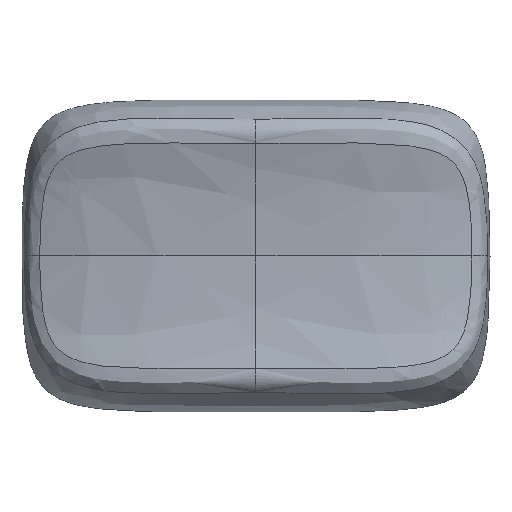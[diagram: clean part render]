
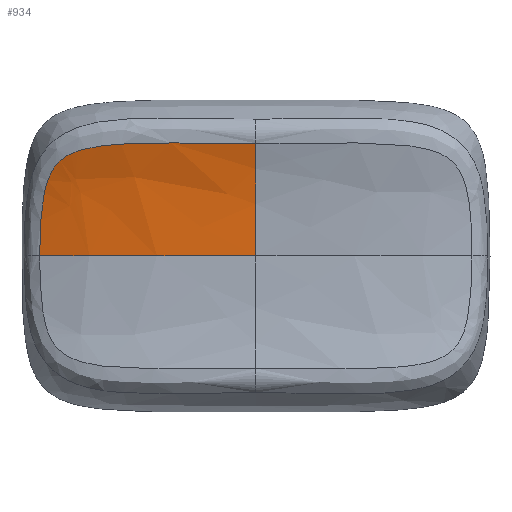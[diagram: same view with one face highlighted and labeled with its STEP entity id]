
A CAD part, top view. The second image highlights one B-rep face of the part: STEP entity #934.
In plain terms, the highlighted free-form (B-spline) face has degree [3, 3] with [5, 6] control points.
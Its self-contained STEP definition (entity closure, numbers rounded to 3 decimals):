
#16=(
BOUNDED_CURVE()
B_SPLINE_CURVE(5,(#5411,#5412,#5413,#5414,#5415,#5416,#5417,#5418,#5419,
#5420),.UNSPECIFIED.,.F.,.F.)
B_SPLINE_CURVE_WITH_KNOTS((6,1,1,1,1,6),(0.176,0.2,0.4,0.6,
0.8,1.),.UNSPECIFIED.)
CURVE()
GEOMETRIC_REPRESENTATION_ITEM()
RATIONAL_B_SPLINE_CURVE((1.,1.,1.,1.,1.,1.,1.,1.,1.,1.))
REPRESENTATION_ITEM('')
);
#28=B_SPLINE_SURFACE_WITH_KNOTS('',3,3,((#6324,#6325,#6326,#6327,#6328,
#6329),(#6330,#6331,#6332,#6333,#6334,#6335),(#6336,#6337,#6338,#6339,#6340,
#6341),(#6342,#6343,#6344,#6345,#6346,#6347),(#6348,#6349,#6350,#6351,#6352,
#6353)),.UNSPECIFIED.,.F.,.F.,.F.,(4,1,4),(4,1,1,4),(0.169,
0.525,1.),(0.,0.348,0.58,0.812),
 .UNSPECIFIED.);
#53=B_SPLINE_CURVE_WITH_KNOTS('',3,(#4762,#4763,#4764,#4765,#4766,#4767,
#4768,#4769,#4770,#4771,#4772,#4773,#4774,#4775,#4776,#4777,#4778,#4779,
#4780,#4781,#4782,#4783,#4784,#4785,#4786,#4787,#4788,#4789,#4790,#4791,
#4792,#4793,#4794,#4795,#4796,#4797,#4798,#4799,#4800,#4801,#4802,#4803,
#4804),.UNSPECIFIED.,.F.,.F.,(4,3,3,3,3,3,3,3,3,3,3,3,3,3,4),(0.,0.251,
0.377,0.44,0.503,0.629,0.676,
0.754,0.817,0.88,1.006,
1.257,1.268,1.368,1.738),
 .UNSPECIFIED.);
#73=B_SPLINE_CURVE_WITH_KNOTS('',3,(#6354,#6355,#6356,#6357,#6358,#6359),
 .UNSPECIFIED.,.F.,.F.,(4,1,1,4),(0.,0.348,0.58,
0.812),.UNSPECIFIED.);
#149=FACE_OUTER_BOUND('',#204,.T.);
#204=EDGE_LOOP('',(#861,#862,#863));
#426=VERTEX_POINT('',#4503);
#432=VERTEX_POINT('',#4760);
#444=VERTEX_POINT('',#5364);
#563=EDGE_CURVE('',#432,#426,#53,.T.);
#581=EDGE_CURVE('',#426,#444,#16,.T.);
#586=EDGE_CURVE('',#444,#432,#73,.T.);
#861=ORIENTED_EDGE('',*,*,#563,.F.);
#862=ORIENTED_EDGE('',*,*,#586,.F.);
#863=ORIENTED_EDGE('',*,*,#581,.F.);
#934=ADVANCED_FACE('',(#149),#28,.F.);
#4503=CARTESIAN_POINT('',(0.,6.484,5.536));
#4760=CARTESIAN_POINT('',(-12.455,0.,3.683));
#4762=CARTESIAN_POINT('Ctrl Pts',(-12.455,0.,
3.683));
#4763=CARTESIAN_POINT('Ctrl Pts',(-12.455,0.821,3.683));
#4764=CARTESIAN_POINT('Ctrl Pts',(-12.433,1.637,3.706));
#4765=CARTESIAN_POINT('Ctrl Pts',(-12.361,2.437,3.776));
#4766=CARTESIAN_POINT('Ctrl Pts',(-12.324,2.837,3.812));
#4767=CARTESIAN_POINT('Ctrl Pts',(-12.275,3.233,3.859));
#4768=CARTESIAN_POINT('Ctrl Pts',(-12.196,3.617,3.923));
#4769=CARTESIAN_POINT('Ctrl Pts',(-12.156,3.809,3.955));
#4770=CARTESIAN_POINT('Ctrl Pts',(-12.109,3.998,3.992));
#4771=CARTESIAN_POINT('Ctrl Pts',(-12.051,4.184,4.033));
#4772=CARTESIAN_POINT('Ctrl Pts',(-11.994,4.369,4.074));
#4773=CARTESIAN_POINT('Ctrl Pts',(-11.925,4.551,4.12));
#4774=CARTESIAN_POINT('Ctrl Pts',(-11.839,4.724,4.172));
#4775=CARTESIAN_POINT('Ctrl Pts',(-11.667,5.072,4.275));
#4776=CARTESIAN_POINT('Ctrl Pts',(-11.425,5.388,4.4));
#4777=CARTESIAN_POINT('Ctrl Pts',(-11.099,5.627,4.523));
#4778=CARTESIAN_POINT('Ctrl Pts',(-10.976,5.716,4.569));
#4779=CARTESIAN_POINT('Ctrl Pts',(-10.842,5.795,4.615));
#4780=CARTESIAN_POINT('Ctrl Pts',(-10.703,5.863,4.659));
#4781=CARTESIAN_POINT('Ctrl Pts',(-10.471,5.977,4.731));
#4782=CARTESIAN_POINT('Ctrl Pts',(-10.223,6.063,4.797));
#4783=CARTESIAN_POINT('Ctrl Pts',(-9.969,6.132,4.857));
#4784=CARTESIAN_POINT('Ctrl Pts',(-9.765,6.187,4.905));
#4785=CARTESIAN_POINT('Ctrl Pts',(-9.557,6.231,4.948));
#4786=CARTESIAN_POINT('Ctrl Pts',(-9.346,6.268,4.988));
#4787=CARTESIAN_POINT('Ctrl Pts',(-9.135,6.305,5.028));
#4788=CARTESIAN_POINT('Ctrl Pts',(-8.921,6.335,5.065));
#4789=CARTESIAN_POINT('Ctrl Pts',(-8.708,6.36,5.098));
#4790=CARTESIAN_POINT('Ctrl Pts',(-8.28,6.41,5.164));
#4791=CARTESIAN_POINT('Ctrl Pts',(-7.854,6.441,5.218));
#4792=CARTESIAN_POINT('Ctrl Pts',(-7.427,6.463,5.263));
#4793=CARTESIAN_POINT('Ctrl Pts',(-6.573,6.506,5.353));
#4794=CARTESIAN_POINT('Ctrl Pts',(-5.717,6.515,5.409));
#4795=CARTESIAN_POINT('Ctrl Pts',(-4.866,6.507,5.446));
#4796=CARTESIAN_POINT('Ctrl Pts',(-4.828,6.506,5.448));
#4797=CARTESIAN_POINT('Ctrl Pts',(-4.791,6.506,5.449));
#4798=CARTESIAN_POINT('Ctrl Pts',(-4.754,6.506,5.451));
#4799=CARTESIAN_POINT('Ctrl Pts',(-4.418,6.502,5.465));
#4800=CARTESIAN_POINT('Ctrl Pts',(-4.082,6.499,5.476));
#4801=CARTESIAN_POINT('Ctrl Pts',(-3.747,6.497,5.486));
#4802=CARTESIAN_POINT('Ctrl Pts',(-2.498,6.487,5.523));
#4803=CARTESIAN_POINT('Ctrl Pts',(-1.243,6.484,5.536));
#4804=CARTESIAN_POINT('Ctrl Pts',(0.,6.484,
5.536));
#5364=CARTESIAN_POINT('',(0.,0.,4.8));
#5411=CARTESIAN_POINT('Ctrl Pts',(0.,6.484,
5.536));
#5412=CARTESIAN_POINT('Ctrl Pts',(0.,6.462,
5.529));
#5413=CARTESIAN_POINT('Ctrl Pts',(0.,6.25,
5.465));
#5414=CARTESIAN_POINT('Ctrl Pts',(0.,5.83,
5.347));
#5415=CARTESIAN_POINT('Ctrl Pts',(0.,5.151,
5.184));
#5416=CARTESIAN_POINT('Ctrl Pts',(0.,4.1,
4.995));
#5417=CARTESIAN_POINT('Ctrl Pts',(0.,2.767,
4.864));
#5418=CARTESIAN_POINT('Ctrl Pts',(0.,1.503,4.812));
#5419=CARTESIAN_POINT('Ctrl Pts',(0.,0.524,
4.8));
#5420=CARTESIAN_POINT('Ctrl Pts',(0.,0.,
4.8));
#6324=CARTESIAN_POINT('Ctrl Pts',(0.,6.517,
5.547));
#6325=CARTESIAN_POINT('Ctrl Pts',(-2.944,6.517,5.547));
#6326=CARTESIAN_POINT('Ctrl Pts',(-6.705,6.517,5.406));
#6327=CARTESIAN_POINT('Ctrl Pts',(-10.29,6.517,4.961));
#6328=CARTESIAN_POINT('Ctrl Pts',(-11.912,6.517,4.608));
#6329=CARTESIAN_POINT('Ctrl Pts',(-12.654,6.517,4.403));
#6330=CARTESIAN_POINT('Ctrl Pts',(0.,5.964,
5.375));
#6331=CARTESIAN_POINT('Ctrl Pts',(-2.941,5.964,5.375));
#6332=CARTESIAN_POINT('Ctrl Pts',(-6.694,5.964,5.235));
#6333=CARTESIAN_POINT('Ctrl Pts',(-10.262,5.964,4.791));
#6334=CARTESIAN_POINT('Ctrl Pts',(-11.873,5.964,4.441));
#6335=CARTESIAN_POINT('Ctrl Pts',(-12.608,5.964,4.237));
#6336=CARTESIAN_POINT('Ctrl Pts',(0.,4.503,
5.005));
#6337=CARTESIAN_POINT('Ctrl Pts',(-2.934,4.503,5.005));
#6338=CARTESIAN_POINT('Ctrl Pts',(-6.67,4.503,4.864));
#6339=CARTESIAN_POINT('Ctrl Pts',(-10.203,4.503,4.425));
#6340=CARTESIAN_POINT('Ctrl Pts',(-11.789,4.503,4.079));
#6341=CARTESIAN_POINT('Ctrl Pts',(-12.509,4.503,3.88));
#6342=CARTESIAN_POINT('Ctrl Pts',(0.,2.072,
4.8));
#6343=CARTESIAN_POINT('Ctrl Pts',(-2.93,2.072,4.8));
#6344=CARTESIAN_POINT('Ctrl Pts',(-6.657,2.072,4.66));
#6345=CARTESIAN_POINT('Ctrl Pts',(-10.17,2.072,4.223));
#6346=CARTESIAN_POINT('Ctrl Pts',(-11.742,2.072,3.88));
#6347=CARTESIAN_POINT('Ctrl Pts',(-12.455,2.072,3.683));
#6348=CARTESIAN_POINT('Ctrl Pts',(0.,0.,
4.8));
#6349=CARTESIAN_POINT('Ctrl Pts',(-2.931,0.,
4.8));
#6350=CARTESIAN_POINT('Ctrl Pts',(-6.657,0.,
4.66));
#6351=CARTESIAN_POINT('Ctrl Pts',(-10.17,0.,
4.223));
#6352=CARTESIAN_POINT('Ctrl Pts',(-11.742,0.,
3.88));
#6353=CARTESIAN_POINT('Ctrl Pts',(-12.455,0.,
3.683));
#6354=CARTESIAN_POINT('Ctrl Pts',(0.,0.,
4.8));
#6355=CARTESIAN_POINT('Ctrl Pts',(-2.931,0.,
4.8));
#6356=CARTESIAN_POINT('Ctrl Pts',(-6.657,0.,
4.66));
#6357=CARTESIAN_POINT('Ctrl Pts',(-10.17,0.,
4.223));
#6358=CARTESIAN_POINT('Ctrl Pts',(-11.742,0.,
3.88));
#6359=CARTESIAN_POINT('Ctrl Pts',(-12.455,0.,
3.683));
